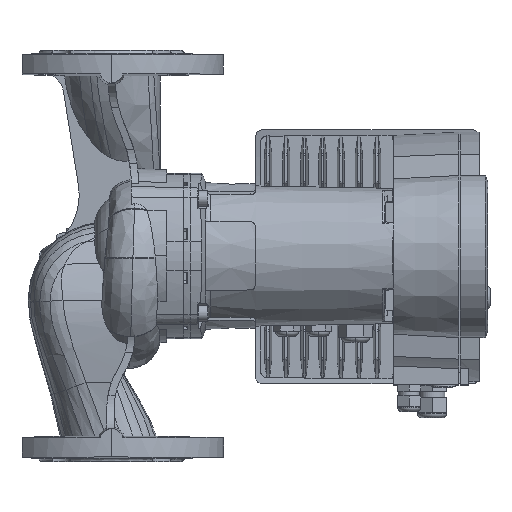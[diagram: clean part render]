
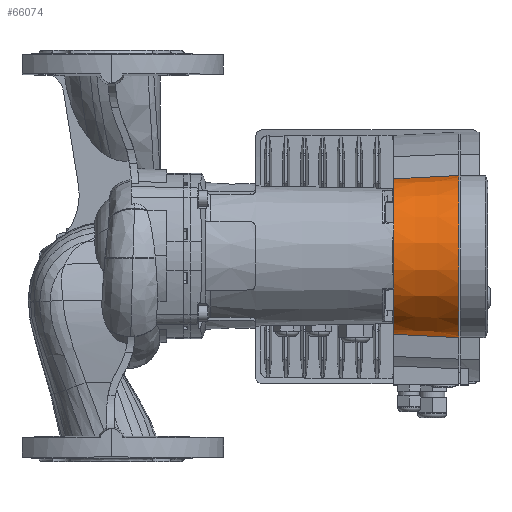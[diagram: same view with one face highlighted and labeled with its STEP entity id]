
A CAD part, top view. The second image highlights one B-rep face of the part: STEP entity #66074.
In plain terms, the highlighted conical face has half-angle 3 degrees and reference radius 67 mm.
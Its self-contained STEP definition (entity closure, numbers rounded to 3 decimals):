
#10006 = CARTESIAN_POINT ( 'NONE',  ( 216.298, 64.474, -274.188 ) ) ;
#10012 = CARTESIAN_POINT ( 'NONE',  ( 264.5, 67., -274.188 ) ) ;
#10016 = LINE ( 'NONE', #10012, #19357 ) ;
#10020 = DIRECTION ( 'NONE',  ( 0.999, 0.052, 0. ) ) ;
#10023 = CARTESIAN_POINT ( 'NONE',  ( 248.432, -66.146, -272.772 ) ) ;
#10024 = CARTESIAN_POINT ( 'NONE',  ( 210.5, 0., -274.188 ) ) ;
#10025 = DIRECTION ( 'NONE',  ( 1., 0., 0. ) ) ;
#10026 = DIRECTION ( 'NONE',  ( 0., -1., 0. ) ) ;
#10029 = CARTESIAN_POINT ( 'NONE',  ( 232.365, 65.316, -273.481 ) ) ;
#10030 = CARTESIAN_POINT ( 'NONE',  ( 232.365, -65.316, -273.481 ) ) ;
#10031 = CARTESIAN_POINT ( 'NONE',  ( 216.298, -64.474, -274.188 ) ) ;
#10032 = CARTESIAN_POINT ( 'NONE',  ( 264.5, -66.966, -272.062 ) ) ;
#10033 = LINE ( 'NONE', #10034, #19489 ) ;
#10034 = CARTESIAN_POINT ( 'NONE',  ( 264.5, -67., -274.188 ) ) ;
#10035 = DIRECTION ( 'NONE',  ( 0.999, -0.052, 0. ) ) ;
#10037 = CARTESIAN_POINT ( 'NONE',  ( 248.432, 66.146, -272.772 ) ) ;
#10038 = CARTESIAN_POINT ( 'NONE',  ( 264.5, 66.966, -272.062 ) ) ;
#10042 = CARTESIAN_POINT ( 'NONE',  ( 264.5, 0., -274.188 ) ) ;
#10043 = DIRECTION ( 'NONE',  ( 1., 0., 0. ) ) ;
#10044 = DIRECTION ( 'NONE',  ( 0., -1., 0. ) ) ;
#19265 = CIRCLE ( 'NONE', #19317, 67. ) ;
#19317 = AXIS2_PLACEMENT_3D ( 'NONE', #10042, #10043, #10044 ) ;
#19337 = AXIS2_PLACEMENT_3D ( 'NONE', #10024, #10025, #10026 ) ;
#19357 = VECTOR ( 'NONE', #10020, 1000. ) ;
#19489 = VECTOR ( 'NONE', #10035, 1000. ) ;
#19568 = CIRCLE ( 'NONE', #19337, 64.17 ) ;
#22047 = EDGE_CURVE ( 'NONE', #32925, #32906, #10016, .T. ) ;
#22048 = EDGE_CURVE ( 'NONE', #32925, #32633, #19568, .T. ) ;
#22050 = EDGE_CURVE ( 'NONE', #32899, #32895, #60811, .T. ) ;
#22051 = EDGE_CURVE ( 'NONE', #32633, #32899, #10033, .T. ) ;
#22052 = EDGE_CURVE ( 'NONE', #32906, #32914, #60814, .T. ) ;
#22053 = EDGE_CURVE ( 'NONE', #32914, #32895, #19265, .T. ) ;
#32633 = VERTEX_POINT ( 'NONE', #81307 ) ;
#32895 = VERTEX_POINT ( 'NONE', #81440 ) ;
#32899 = VERTEX_POINT ( 'NONE', #81442 ) ;
#32906 = VERTEX_POINT ( 'NONE', #81446 ) ;
#32914 = VERTEX_POINT ( 'NONE', #81450 ) ;
#32925 = VERTEX_POINT ( 'NONE', #81457 ) ;
#47726 = EDGE_LOOP ( 'NONE', ( #68866, #68867, #68868, #68869, #68870, #68871 ) ) ;
#60014 = AXIS2_PLACEMENT_3D ( 'NONE', #78426, #78425, #78421 ) ;
#60015 = CONICAL_SURFACE ( 'NONE', #60014, 67., 0.052 ) ;
#60811 = B_SPLINE_CURVE_WITH_KNOTS ( 'NONE', 3,
 ( #10031, #10030, #10023, #10032 ),
 .UNSPECIFIED., .F., .F.,
 ( 4, 4 ),
 ( 0.006, 0.054 ),
 .UNSPECIFIED. ) ;
#60814 = B_SPLINE_CURVE_WITH_KNOTS ( 'NONE', 3,
 ( #10006, #10029, #10037, #10038 ),
 .UNSPECIFIED., .F., .F.,
 ( 4, 4 ),
 ( 0.006, 0.054 ),
 .UNSPECIFIED. ) ;
#66074 = ADVANCED_FACE ( 'NONE', ( #78424 ), #60015, .T. ) ;
#68866 = ORIENTED_EDGE ( 'NONE', *, *, #22047, .F. ) ;
#68867 = ORIENTED_EDGE ( 'NONE', *, *, #22048, .T. ) ;
#68868 = ORIENTED_EDGE ( 'NONE', *, *, #22051, .T. ) ;
#68869 = ORIENTED_EDGE ( 'NONE', *, *, #22050, .T. ) ;
#68870 = ORIENTED_EDGE ( 'NONE', *, *, #22053, .F. ) ;
#68871 = ORIENTED_EDGE ( 'NONE', *, *, #22052, .F. ) ;
#78421 = DIRECTION ( 'NONE',  ( 0., -1., 0. ) ) ;
#78424 = FACE_OUTER_BOUND ( 'NONE', #47726, .T. ) ;
#78425 = DIRECTION ( 'NONE',  ( 1., 0., 0. ) ) ;
#78426 = CARTESIAN_POINT ( 'NONE',  ( 264.5, 0., -274.188 ) ) ;
#81307 = CARTESIAN_POINT ( 'NONE',  ( 210.5, -64.17, -274.188 ) ) ;
#81440 = CARTESIAN_POINT ( 'NONE',  ( 264.5, -66.966, -272.062 ) ) ;
#81442 = CARTESIAN_POINT ( 'NONE',  ( 216.298, -64.474, -274.188 ) ) ;
#81446 = CARTESIAN_POINT ( 'NONE',  ( 216.298, 64.474, -274.188 ) ) ;
#81450 = CARTESIAN_POINT ( 'NONE',  ( 264.5, 66.966, -272.062 ) ) ;
#81457 = CARTESIAN_POINT ( 'NONE',  ( 210.5, 64.17, -274.188 ) ) ;
